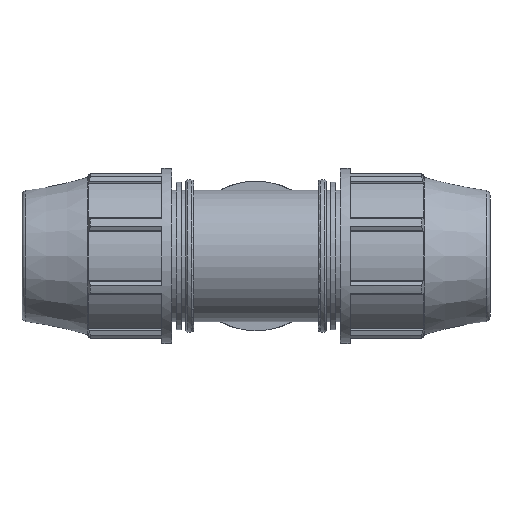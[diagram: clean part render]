
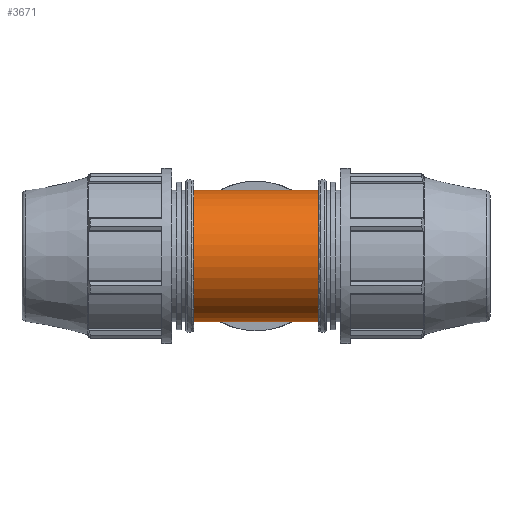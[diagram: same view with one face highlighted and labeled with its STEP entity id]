
A CAD part, front view. The second image highlights one B-rep face of the part: STEP entity #3671.
In plain terms, the highlighted cylindrical face has radius 49.5 mm (diameter 99 mm), a full revolution.
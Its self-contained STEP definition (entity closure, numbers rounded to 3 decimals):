
#796=CYLINDRICAL_SURFACE('',#3890,49.5);
#844=FACE_BOUND('',#1139,.T.);
#845=FACE_BOUND('',#1140,.T.);
#917=B_SPLINE_CURVE_WITH_KNOTS('',3,(#5457,#5458,#5459,#5460,#5461,#5462,
#5463,#5464,#5465,#5466,#5467,#5468,#5469,#5470,#5471,#5472,#5473,#5474,
#5475,#5476,#5477,#5478,#5479,#5480,#5481,#5482,#5483,#5484,#5485,#5486,
#5487,#5488,#5489,#5490,#5491,#5492,#5493,#5494,#5495,#5496,#5497,#5498,
#5499,#5500,#5501,#5502,#5503,#5504,#5505,#5506,#5507,#5508,#5509,#5510,
#5511,#5512,#5513,#5514,#5515,#5516,#5517,#5518,#5519,#5520,#5521,#5522),
 .UNSPECIFIED.,.T.,.F.,(4,2,2,2,2,2,2,2,2,2,2,2,2,2,2,2,2,2,2,2,2,2,2,2,
2,2,2,2,2,2,2,2,4),(0.,0.894,1.788,2.681,
3.575,4.425,5.275,6.125,6.975,
7.825,8.675,9.525,10.375,11.269,
12.163,13.057,13.951,14.844,15.738,
16.632,17.526,18.376,19.226,20.076,
20.926,21.776,22.626,23.476,24.326,
25.22,26.114,27.007,27.901),
 .UNSPECIFIED.);
#923=FACE_OUTER_BOUND('',#1138,.T.);
#1138=EDGE_LOOP('',(#2450));
#1139=EDGE_LOOP('',(#2451));
#1140=EDGE_LOOP('',(#2452));
#1416=CIRCLE('',#3891,49.5);
#1417=CIRCLE('',#3892,49.5);
#1582=VERTEX_POINT('',#5452);
#1583=VERTEX_POINT('',#5454);
#1584=VERTEX_POINT('',#5456);
#1942=EDGE_CURVE('',#1582,#1582,#1416,.T.);
#1943=EDGE_CURVE('',#1583,#1583,#1417,.T.);
#1944=EDGE_CURVE('',#1584,#1584,#917,.T.);
#2450=ORIENTED_EDGE('',*,*,#1942,.F.);
#2451=ORIENTED_EDGE('',*,*,#1943,.T.);
#2452=ORIENTED_EDGE('',*,*,#1944,.F.);
#3671=ADVANCED_FACE('',(#923,#844,#845),#796,.T.);
#3890=AXIS2_PLACEMENT_3D('',#5451,#4273,#4274);
#3891=AXIS2_PLACEMENT_3D('',#5453,#4275,#4276);
#3892=AXIS2_PLACEMENT_3D('',#5455,#4277,#4278);
#4273=DIRECTION('center_axis',(1.,0.,0.));
#4274=DIRECTION('ref_axis',(0.,1.,0.));
#4275=DIRECTION('center_axis',(1.,0.,0.));
#4276=DIRECTION('ref_axis',(0.,0.,-1.));
#4277=DIRECTION('center_axis',(1.,0.,0.));
#4278=DIRECTION('ref_axis',(0.,0.,-1.));
#5451=CARTESIAN_POINT('Origin',(32.358,0.,0.));
#5452=CARTESIAN_POINT('',(47.067,49.5,0.));
#5453=CARTESIAN_POINT('Origin',(47.067,0.,0.));
#5454=CARTESIAN_POINT('',(-47.067,49.5,0.));
#5455=CARTESIAN_POINT('Origin',(-47.067,0.,
0.));
#5456=CARTESIAN_POINT('',(0.,25.585,42.375));
#5457=CARTESIAN_POINT('Ctrl Pts',(0.,25.585,42.375));
#5458=CARTESIAN_POINT('Ctrl Pts',(2.979,25.585,42.375));
#5459=CARTESIAN_POINT('Ctrl Pts',(5.865,26.117,42.063));
#5460=CARTESIAN_POINT('Ctrl Pts',(11.412,27.891,40.908));
#5461=CARTESIAN_POINT('Ctrl Pts',(14.075,29.124,40.064));
#5462=CARTESIAN_POINT('Ctrl Pts',(19.147,31.885,37.903));
#5463=CARTESIAN_POINT('Ctrl Pts',(21.555,33.415,36.583));
#5464=CARTESIAN_POINT('Ctrl Pts',(26.036,36.467,33.542));
#5465=CARTESIAN_POINT('Ctrl Pts',(28.108,37.99,31.819));
#5466=CARTESIAN_POINT('Ctrl Pts',(31.728,40.743,28.199));
#5467=CARTESIAN_POINT('Ctrl Pts',(33.425,42.084,26.186));
#5468=CARTESIAN_POINT('Ctrl Pts',(36.48,44.549,21.729));
#5469=CARTESIAN_POINT('Ctrl Pts',(37.837,45.672,19.286));
#5470=CARTESIAN_POINT('Ctrl Pts',(40.061,47.53,14.097));
#5471=CARTESIAN_POINT('Ctrl Pts',(40.929,48.267,11.345));
#5472=CARTESIAN_POINT('Ctrl Pts',(42.086,49.252,5.713));
#5473=CARTESIAN_POINT('Ctrl Pts',(42.375,49.5,2.833));
#5474=CARTESIAN_POINT('Ctrl Pts',(42.375,49.5,-2.833));
#5475=CARTESIAN_POINT('Ctrl Pts',(42.086,49.252,-5.713));
#5476=CARTESIAN_POINT('Ctrl Pts',(40.929,48.267,-11.345));
#5477=CARTESIAN_POINT('Ctrl Pts',(40.061,47.53,-14.097));
#5478=CARTESIAN_POINT('Ctrl Pts',(37.837,45.672,-19.286));
#5479=CARTESIAN_POINT('Ctrl Pts',(36.48,44.549,-21.729));
#5480=CARTESIAN_POINT('Ctrl Pts',(33.425,42.084,-26.186));
#5481=CARTESIAN_POINT('Ctrl Pts',(31.728,40.743,-28.199));
#5482=CARTESIAN_POINT('Ctrl Pts',(28.108,37.99,-31.819));
#5483=CARTESIAN_POINT('Ctrl Pts',(26.036,36.467,-33.542));
#5484=CARTESIAN_POINT('Ctrl Pts',(21.555,33.415,-36.583));
#5485=CARTESIAN_POINT('Ctrl Pts',(19.147,31.885,-37.903));
#5486=CARTESIAN_POINT('Ctrl Pts',(14.075,29.124,-40.064));
#5487=CARTESIAN_POINT('Ctrl Pts',(11.412,27.891,-40.908));
#5488=CARTESIAN_POINT('Ctrl Pts',(5.865,26.117,-42.063));
#5489=CARTESIAN_POINT('Ctrl Pts',(2.979,25.585,-42.375));
#5490=CARTESIAN_POINT('Ctrl Pts',(-2.979,25.585,-42.375));
#5491=CARTESIAN_POINT('Ctrl Pts',(-5.865,26.117,-42.063));
#5492=CARTESIAN_POINT('Ctrl Pts',(-11.412,27.891,-40.908));
#5493=CARTESIAN_POINT('Ctrl Pts',(-14.075,29.124,-40.064));
#5494=CARTESIAN_POINT('Ctrl Pts',(-19.147,31.885,-37.903));
#5495=CARTESIAN_POINT('Ctrl Pts',(-21.555,33.415,-36.583));
#5496=CARTESIAN_POINT('Ctrl Pts',(-26.036,36.467,-33.542));
#5497=CARTESIAN_POINT('Ctrl Pts',(-28.108,37.99,-31.819));
#5498=CARTESIAN_POINT('Ctrl Pts',(-31.728,40.743,-28.199));
#5499=CARTESIAN_POINT('Ctrl Pts',(-33.425,42.084,-26.186));
#5500=CARTESIAN_POINT('Ctrl Pts',(-36.48,44.549,-21.729));
#5501=CARTESIAN_POINT('Ctrl Pts',(-37.837,45.672,-19.286));
#5502=CARTESIAN_POINT('Ctrl Pts',(-40.061,47.53,-14.097));
#5503=CARTESIAN_POINT('Ctrl Pts',(-40.929,48.267,-11.345));
#5504=CARTESIAN_POINT('Ctrl Pts',(-42.086,49.252,-5.713));
#5505=CARTESIAN_POINT('Ctrl Pts',(-42.375,49.5,-2.833));
#5506=CARTESIAN_POINT('Ctrl Pts',(-42.375,49.5,2.833));
#5507=CARTESIAN_POINT('Ctrl Pts',(-42.086,49.252,5.713));
#5508=CARTESIAN_POINT('Ctrl Pts',(-40.929,48.267,11.345));
#5509=CARTESIAN_POINT('Ctrl Pts',(-40.061,47.53,14.097));
#5510=CARTESIAN_POINT('Ctrl Pts',(-37.837,45.672,19.286));
#5511=CARTESIAN_POINT('Ctrl Pts',(-36.48,44.549,21.729));
#5512=CARTESIAN_POINT('Ctrl Pts',(-33.425,42.084,26.186));
#5513=CARTESIAN_POINT('Ctrl Pts',(-31.728,40.743,28.199));
#5514=CARTESIAN_POINT('Ctrl Pts',(-28.108,37.99,31.819));
#5515=CARTESIAN_POINT('Ctrl Pts',(-26.036,36.467,33.542));
#5516=CARTESIAN_POINT('Ctrl Pts',(-21.555,33.415,36.583));
#5517=CARTESIAN_POINT('Ctrl Pts',(-19.147,31.885,37.903));
#5518=CARTESIAN_POINT('Ctrl Pts',(-14.075,29.124,40.064));
#5519=CARTESIAN_POINT('Ctrl Pts',(-11.412,27.891,40.908));
#5520=CARTESIAN_POINT('Ctrl Pts',(-5.865,26.117,42.063));
#5521=CARTESIAN_POINT('Ctrl Pts',(-2.979,25.585,42.375));
#5522=CARTESIAN_POINT('Ctrl Pts',(0.,25.585,
42.375));
